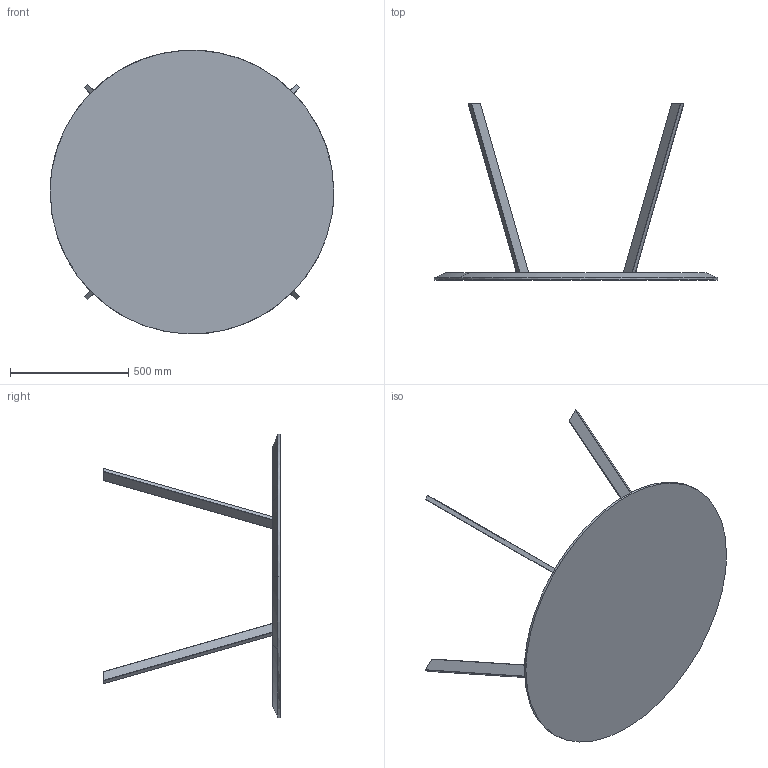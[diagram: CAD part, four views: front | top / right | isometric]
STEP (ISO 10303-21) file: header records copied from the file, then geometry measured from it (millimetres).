
FILE_DESCRIPTION((''),'2;1');
FILE_NAME('TISCHV_2_ASM','2018-10-18T',('user'),(''),'CREO PARAMETRIC BY PTC INC, 2017300','CREO PARAMETRIC BY PTC INC, 2017300','');
FILE_SCHEMA(('CONFIG_CONTROL_DESIGN'));
Length unit declared in the file: millimetre
Products named in the file (6): TISCHFUSS_VARIANTE2_1505; FUSS_V2_SPIEGEL1; FUSS_V2_SPIEGEL2; FUSS_V2_SPIEGEL3; ELYPTISCHE_PLATTE; TISCHV_2_ASM
Assembly tree (5 placements, depth 2):
  TISCHV_2_ASM
    TISCHFUSS_VARIANTE2_1505
    FUSS_V2_SPIEGEL1
    FUSS_V2_SPIEGEL2
    FUSS_V2_SPIEGEL3
    ELYPTISCHE_PLATTE
Bounding box: 1200 x 745 x 1199.3 mm (x, y, z)
Volume: 35639582.3 mm3; surface area: 2931657.2 mm2
Topology: 5 solids, 5 shells, 148 faces, 368 edges, 234 vertices
Faces by surface type: cylinder 64, plane 46, cone 32, bspline 4, extrusion 2
Entity records: 5072 total; most frequent: CARTESIAN_POINT 1322, DIRECTION 766, ORIENTED_EDGE 736, EDGE_CURVE 368, AXIS2_PLACEMENT_3D 283, VERTEX_POINT 234, VECTOR 200, LINE 198
